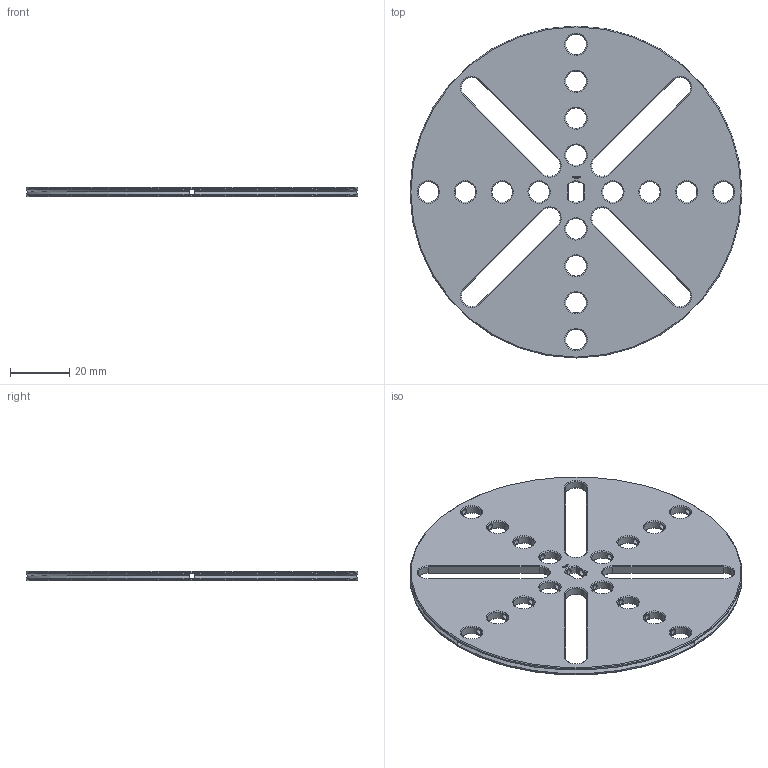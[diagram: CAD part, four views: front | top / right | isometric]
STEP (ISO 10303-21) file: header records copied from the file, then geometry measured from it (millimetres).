
FILE_DESCRIPTION(('FreeCAD Model'),'2;1');
FILE_NAME('Open CASCADE Shape Model','2023-11-14T00:43:29',(''),(''), 'Open CASCADE STEP processor 7.6','FreeCAD','Unknown');
FILE_SCHEMA(('AUTOMOTIVE_DESIGN { 1 0 10303 214 1 1 1 1 }'));
Products named in the file (1): Washer FXD OCT BU09.00x00.25 - SPN-WSR-0033 (stemfie.org)
Bounding box: 112.5 x 112.5 x 3.12 mm (x, y, z)
Volume: 24591.6 mm3; surface area: 20123.2 mm2
Topology: 1 solids, 1 shells, 663 faces, 1876 edges, 1226 vertices
Faces by surface type: plane 343, extrusion 210, cone 62, cylinder 48
Full cylindrical faces by diameter (mm): 2 x20, 7 x16, 112.5 x2
Entity records: 52027 total; most frequent: CARTESIAN_POINT 16345, DIRECTION 5690, VECTOR 4508, LINE 4298, ORIENTED_EDGE 3752, PCURVE 3752, DEFINITIONAL_REPRESENTATION 3752, EDGE_CURVE 1876
